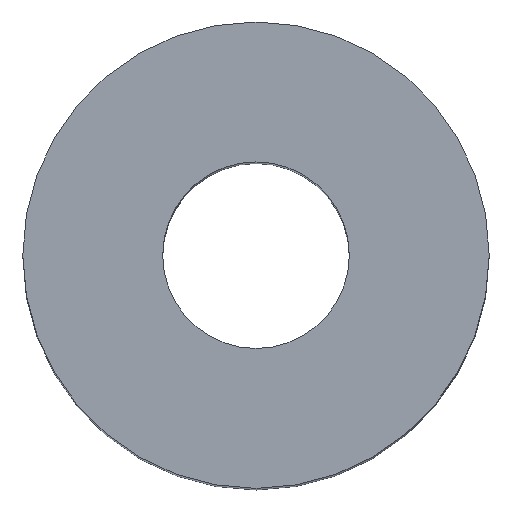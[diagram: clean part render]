
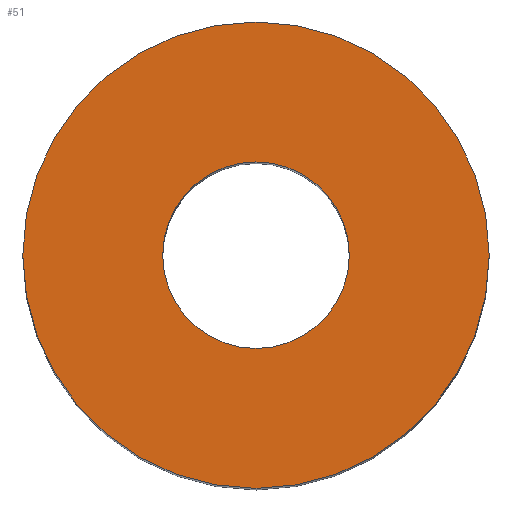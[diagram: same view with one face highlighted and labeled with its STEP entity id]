
A CAD part, top view. The second image highlights one B-rep face of the part: STEP entity #51.
In plain terms, the highlighted planar face has unit normal (0, 0, 1).
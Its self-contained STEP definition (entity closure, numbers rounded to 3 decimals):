
#51=ADVANCED_FACE('',(#64,#65),#66,.T.);
#64=FACE_BOUND('',#78,.T.);
#65=FACE_OUTER_BOUND('',#79,.T.);
#66=PLANE('',#80);
#78=EDGE_LOOP('',(#116,#117));
#79=EDGE_LOOP('',(#118,#119));
#80=AXIS2_PLACEMENT_3D('',#120,#121,#122);
#116=ORIENTED_EDGE('',*,*,#132,.T.);
#117=ORIENTED_EDGE('',*,*,#128,.T.);
#118=ORIENTED_EDGE('',*,*,#126,.T.);
#119=ORIENTED_EDGE('',*,*,#133,.T.);
#120=CARTESIAN_POINT('',(0.0,0.0,10.0));
#121=DIRECTION('',(0.0,0.0,1.0));
#122=DIRECTION('',(1.0,0.0,0.0));
#126=EDGE_CURVE('',#136,#140,#142,.T.);
#128=EDGE_CURVE('',#146,#143,#147,.T.);
#132=EDGE_CURVE('',#143,#146,#152,.T.);
#133=EDGE_CURVE('',#140,#136,#153,.T.);
#136=VERTEX_POINT('',#156);
#140=VERTEX_POINT('',#161);
#142=CIRCLE('',#164,5.0);
#143=VERTEX_POINT('',#165);
#146=VERTEX_POINT('',#169);
#147=CIRCLE('',#170,2.0);
#152=CIRCLE('',#176,2.0);
#153=CIRCLE('',#177,5.0);
#156=CARTESIAN_POINT('',(5.0,0.0,10.0));
#161=CARTESIAN_POINT('',(-5.0,0.,10.0));
#164=AXIS2_PLACEMENT_3D('',#184,#185,#186);
#165=CARTESIAN_POINT('',(2.0,0.0,10.0));
#169=CARTESIAN_POINT('',(-2.0,0.,10.0));
#170=AXIS2_PLACEMENT_3D('',#188,#189,#190);
#176=AXIS2_PLACEMENT_3D('',#198,#199,#200);
#177=AXIS2_PLACEMENT_3D('',#201,#202,#203);
#184=CARTESIAN_POINT('',(0.0,0.0,10.0));
#185=DIRECTION('',(0.0,0.0,1.0));
#186=DIRECTION('',(1.0,0.0,0.0));
#188=CARTESIAN_POINT('',(0.0,0.0,10.0));
#189=DIRECTION('',(0.0,0.0,-1.0));
#190=DIRECTION('',(1.0,0.0,0.0));
#198=CARTESIAN_POINT('',(0.0,0.0,10.0));
#199=DIRECTION('',(0.0,0.0,-1.0));
#200=DIRECTION('',(1.0,0.0,0.0));
#201=CARTESIAN_POINT('',(0.0,0.0,10.0));
#202=DIRECTION('',(0.0,0.0,1.0));
#203=DIRECTION('',(1.0,0.0,0.0));
